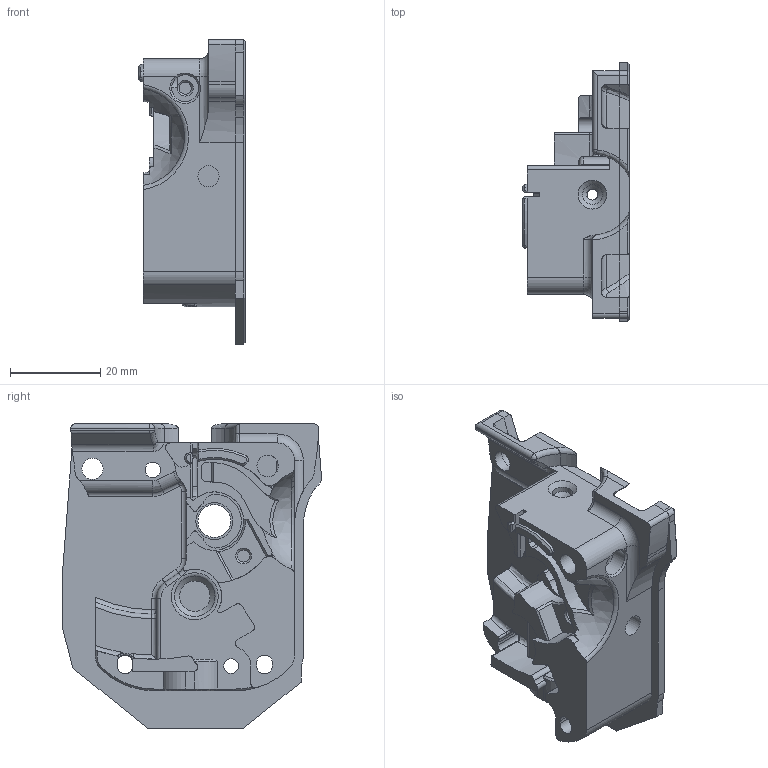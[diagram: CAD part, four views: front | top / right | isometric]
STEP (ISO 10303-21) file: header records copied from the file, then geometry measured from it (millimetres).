
FILE_DESCRIPTION(/* description */ (''),/* implementation_level */ '2;1');
FILE_NAME(/* name */ 'CW1-ERCF-SB.step',/* time_stamp */ '2022-04-25T07:05:18-07:00',/* author */ (''),/* organization */ (''),/* preprocessor_version */ 'ST-DEVELOPER v18.1',/* originating_system */ 'Autodesk Translation Framework v10.14.0.1471',/* authorisation */ '');
FILE_SCHEMA (('AUTOMOTIVE_DESIGN { 1 0 10303 214 3 1 1 }'));
Length unit declared in the file: millimetre
Products named in the file (1): CW1-ERCF-SB
Bounding box: 23.7 x 57.59 x 67.6 mm (x, y, z)
Volume: 28702.6 mm3; surface area: 14194.9 mm2
Topology: 1 solids, 1 shells, 511 faces, 1371 edges, 870 vertices
Faces by surface type: plane 245, cylinder 165, cone 39, bspline 36, torus 21, sphere 5
Full cylindrical faces by diameter (mm): 2.4 x2, 2.7 x2, 3.3 x1, 3.4 x1, 3.5 x1, 4.2 x1, 4.4 x1, 4.7 x5, 4.8 x1, 6 x5, 6.1 x1, 6.147 x2, 7.3 x1, 8.2 x2, 8.25 x1
Entity records: 21782 total; most frequent: CARTESIAN_POINT 8977, ORIENTED_EDGE 2742, DIRECTION 2625, EDGE_CURVE 1371, AXIS2_PLACEMENT_3D 944, VERTEX_POINT 870, LINE 737, VECTOR 737
